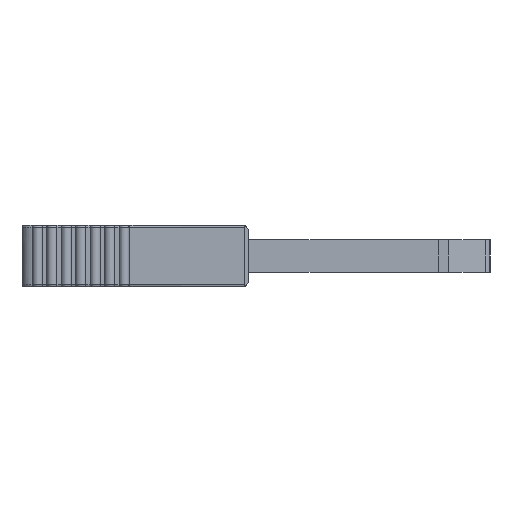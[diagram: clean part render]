
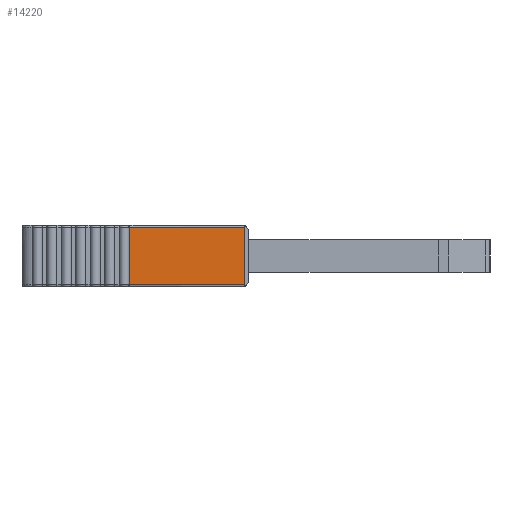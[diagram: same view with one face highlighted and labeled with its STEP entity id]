
A CAD part, left-side view. The second image highlights one B-rep face of the part: STEP entity #14220.
In plain terms, the highlighted planar face has unit normal (-1, 0, 0).
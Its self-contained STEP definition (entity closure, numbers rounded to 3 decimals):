
#301=CARTESIAN_POINT('',(-4.4,0.805,-1.4));
#303=DIRECTION('',(0.,-1.,0.));
#304=VECTOR('',#303,5.605);
#305=CARTESIAN_POINT('',(-4.4,0.805,-1.4));
#306=LINE('',#305,#304);
#307=CARTESIAN_POINT('',(-4.4,-4.8,1.4));
#319=CARTESIAN_POINT('',(-4.4,-4.8,-1.4));
#321=DIRECTION('',(0.,0.,1.));
#322=VECTOR('',#321,2.8);
#323=CARTESIAN_POINT('',(-4.4,-4.8,-1.4));
#324=LINE('',#323,#322);
#325=DIRECTION('',(0.,1.,0.));
#326=VECTOR('',#325,5.605);
#327=CARTESIAN_POINT('',(-4.4,-4.8,1.4));
#328=LINE('',#327,#326);
#620=DIRECTION('',(0.,0.,-1.));
#621=VECTOR('',#620,2.8);
#622=CARTESIAN_POINT('',(-4.4,0.805,1.4));
#623=LINE('',#622,#621);
#10693=VERTEX_POINT('',#319);
#10694=VERTEX_POINT('',#301);
#10695=VERTEX_POINT('',#307);
#10702=CARTESIAN_POINT('',(-4.4,0.805,1.4));
#10703=VERTEX_POINT('',#10702);
#14209=CARTESIAN_POINT('',(-4.4,6.,-1.5));
#14210=DIRECTION('',(-1.,0.,0.));
#14211=DIRECTION('',(0.,-1.,0.));
#14212=AXIS2_PLACEMENT_3D('',#14209,#14210,#14211);
#14213=PLANE('',#14212);
#14214=ORIENTED_EDGE('',*,*,#13925,.F.);
#14215=ORIENTED_EDGE('',*,*,#13912,.F.);
#14216=ORIENTED_EDGE('',*,*,#13893,.F.);
#14217=ORIENTED_EDGE('',*,*,#14198,.F.);
#14218=EDGE_LOOP('',(#14214,#14215,#14216,#14217));
#14219=FACE_OUTER_BOUND('',#14218,.F.);
#14220=ADVANCED_FACE('',(#14219),#14213,.T.);
#13893=EDGE_CURVE('',#10694,#10693,#306,.T.);
#13912=EDGE_CURVE('',#10693,#10695,#324,.T.);
#13925=EDGE_CURVE('',#10695,#10703,#328,.T.);
#14198=EDGE_CURVE('',#10703,#10694,#623,.T.);
